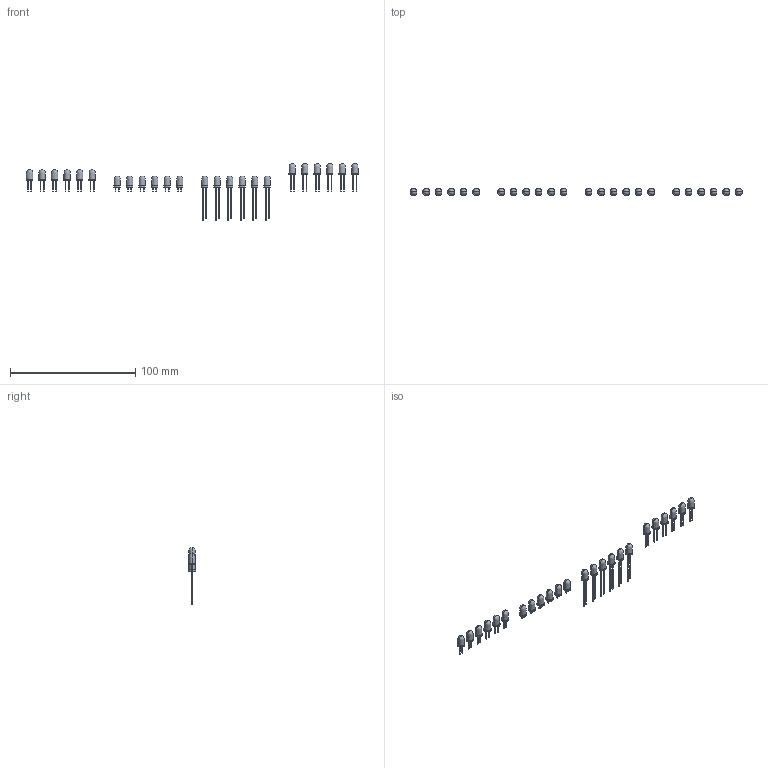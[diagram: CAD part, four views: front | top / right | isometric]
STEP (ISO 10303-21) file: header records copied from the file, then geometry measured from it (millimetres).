
FILE_DESCRIPTION(/* description */ (''),/* implementation_level */ '2;1');
FILE_NAME(/* name */ 'LEDS5M~1',/* time_stamp */ '2018-05-10T08:40:48+02:00',/* author */ (''),/* organization */ (''),/* preprocessor_version */ 'ST-DEVELOPER v14',/* originating_system */ '',/* authorisation */ '');
FILE_SCHEMA (('AUTOMOTIVE_DESIGN'));
Length unit declared in the file: millimetre
Products named in the file (1): Document
Bounding box: 265.46 x 5.83 x 45.56 mm (x, y, z)
Volume: 4260.1 mm3; surface area: 5658.4 mm2
Topology: 72 solids, 72 shells, 432 faces, 888 edges, 552 vertices
Faces by surface type: plane 360, bspline 72
Entity records: 12721 total; most frequent: CARTESIAN_POINT 5810, ORIENTED_EDGE 1680, EDGE_CURVE 840, B_SPLINE_CURVE_WITH_KNOTS 648, VERTEX_POINT 552, ADVANCED_FACE 432, FACE_OUTER_BOUND 432, EDGE_LOOP 432
